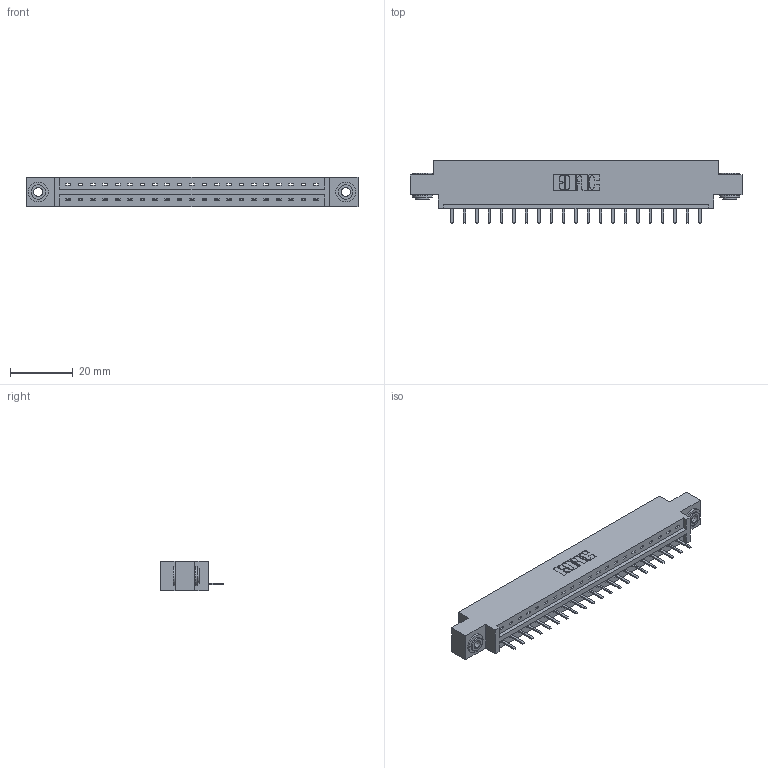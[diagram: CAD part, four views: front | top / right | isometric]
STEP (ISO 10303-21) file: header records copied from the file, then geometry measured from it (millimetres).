
FILE_DESCRIPTION (( 'STEP AP203' ), '1' );
FILE_NAME ('337-021-520-603.STEP', '2019-09-28T23:58:43', ( '' ), ( '' ), 'SwSTEP 2.0', 'SolidWorks 2016', '' );
FILE_SCHEMA (( 'CONFIG_CONTROL_DESIGN' ));
Length unit declared in the file: inch
Products named in the file (4): 345-250-002_345-250-002-102; 337 Part_0.170 Offset - 0.156 Dia-TH; 345-292-001_345-293-120; 337-021-520-603
Assembly tree (24 placements, depth 2):
  337-021-520-603
    337 Part_0.170 Offset - 0.156 Dia-TH
    345-292-001_345-293-120  x21
    345-250-002_345-250-002-102  x2
Bounding box: 106.22 x 20.02 x 9.4 mm (x, y, z)
Volume: 10618.8 mm3; surface area: 10968.1 mm2
Topology: 24 solids, 24 shells, 1542 faces, 4515 edges, 2950 vertices
Faces by surface type: plane 1092, cylinder 442, cone 8
Entity records: 19222 total; most frequent: CARTESIAN_POINT 3336, ORIENTED_EDGE 3274, DIRECTION 2873, EDGE_CURVE 1637, LINE 1481, VECTOR 1481, VERTEX_POINT 1086, AXIS2_PLACEMENT_3D 696
